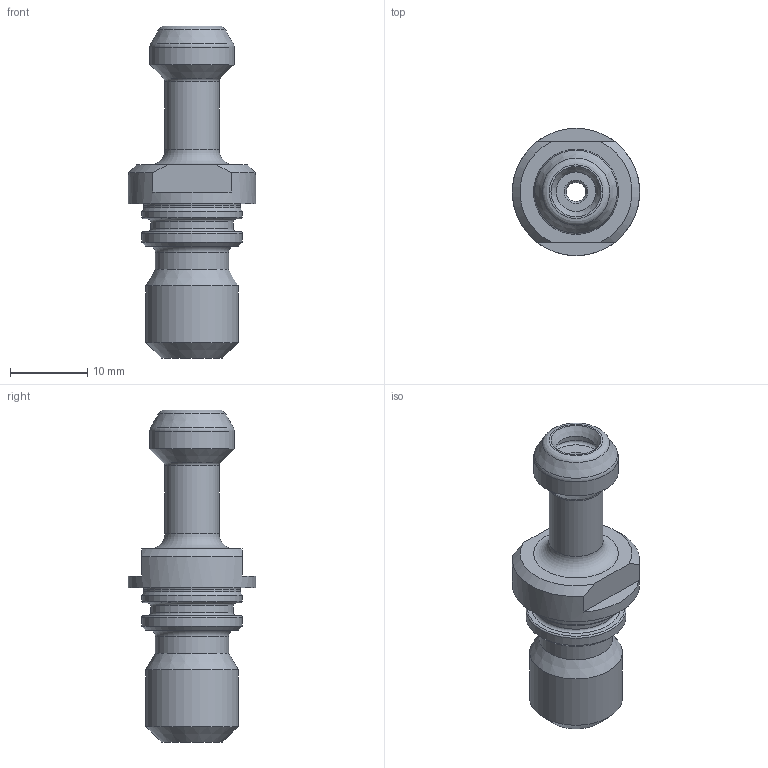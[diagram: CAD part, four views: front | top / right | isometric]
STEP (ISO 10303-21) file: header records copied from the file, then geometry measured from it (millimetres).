
FILE_DESCRIPTION(/* description */ (''),/* implementation_level */ '2;1');
FILE_NAME(/* name */ '1498459553274.stp',/* time_stamp */ '2017-06-26T08:45:56+02:00',/* author */ (''),/* organization */ ('SMS'),/* preprocessor_version */ 'ST-DEVELOPER v15',/* originating_system */ 'SIEMENS PLM Software NX 8.5',/* authorisation */ '');
FILE_SCHEMA (('AUTOMOTIVE_DESIGN { 1 0 10303 214 3 1 1 1 }'));
Length unit declared in the file: millimetre
Products named in the file (1): 201120089MOD000_00
Bounding box: 16.5 x 16.5 x 43 mm (x, y, z)
Volume: 3703.2 mm3; surface area: 2321 mm2
Topology: 1 solids, 1 shells, 49 faces, 107 edges, 66 vertices
Faces by surface type: cone 14, plane 12, torus 12, cylinder 11
Full cylindrical faces by diameter (mm): 2.5 x1, 7 x1, 7.1 x1, 9.5 x1, 10.7 x1, 11 x1, 12 x1, 12.5 x1, 13 x2, 16.5 x1
Entity records: 1118 total; most frequent: DIRECTION 210, CARTESIAN_POINT 179, ORIENTED_EDGE 120, AXIS2_PLACEMENT_3D 101, EDGE_LOOP 92, FACE_BOUND 86, EDGE_CURVE 60, VERTEX_POINT 54
